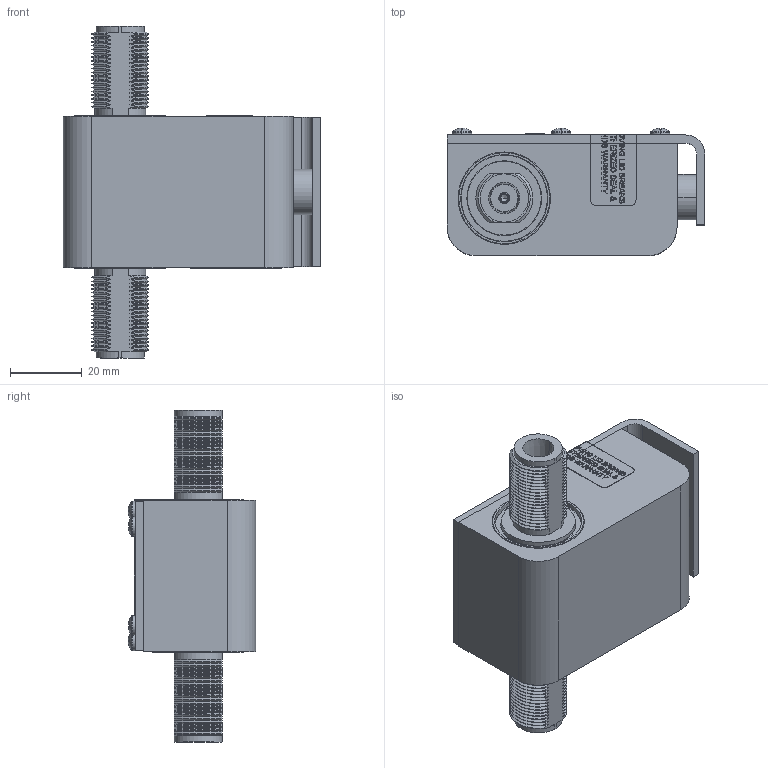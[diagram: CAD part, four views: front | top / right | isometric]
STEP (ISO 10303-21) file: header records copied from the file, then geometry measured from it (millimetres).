
FILE_DESCRIPTION (( 'STEP AP214' ), '1' );
FILE_NAME ('HT-RO-E3PM-DCP.STEP', '2019-07-30T19:25:44', ( '' ), ( '' ), 'SwSTEP 2.0', 'SolidWorks 2019', '' );
FILE_SCHEMA (( 'AUTOMOTIVE_DESIGN' ));
Length unit declared in the file: inch
Products named in the file (20): 5330-0198-01; 2011-1306; 2003-1052_Hidden; 2102-399; 2100-337; 7020-1394; HT-RO-E3PM-DCP; 1000-1361; HT-E3PM-DCP-B^HT-RO-E3PM-DCP; 2102-400; 7020-2798; 8050-712^HT-RO-E3PM-DCP; 5220-0007; 2003-2830; 7040-0079; 2003-3455-2; 7040-0062; 1000-1351; 2103-187; HT-E3PM-RF-MS^HT-RO-E3PM-DCP
Assembly tree (24 placements, depth 3):
  2003-1052_Hidden
  HT-RO-E3PM-DCP
    1000-1361
      5330-0198-01
      2102-399  x2
      2103-187  x2
      2011-1306  x2
      7040-0062  x2
    1000-1351
      5220-0007
      2100-337
      2003-2830
    7040-0079
    2003-3455-2
    7020-1394
    7020-2798
    2102-400  x6
  HT-E3PM-DCP-B^HT-RO-E3PM-DCP
  8050-712^HT-RO-E3PM-DCP
  HT-E3PM-RF-MS^HT-RO-E3PM-DCP
Bounding box: 71.88 x 35.53 x 92.66 mm (x, y, z)
Volume: 65535.5 mm3; surface area: 40560 mm2
Topology: 23 solids, 23 shells, 3518 faces, 9058 edges, 5752 vertices
Faces by surface type: plane 1477, cylinder 762, cone 682, bspline 537, torus 56, sphere 4
Entity records: 105608 total; most frequent: CARTESIAN_POINT 32301, ORIENTED_EDGE 13410, DIRECTION 10418, EDGE_CURVE 6705, VECTOR 4518, LINE 4518, VERTEX_POINT 4375, AXIS2_PLACEMENT_3D 2950
